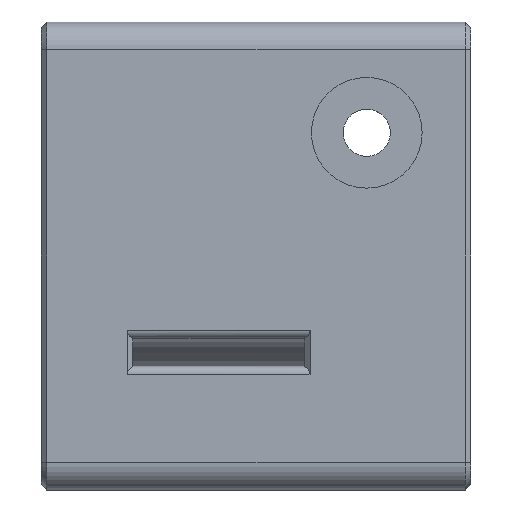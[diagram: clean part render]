
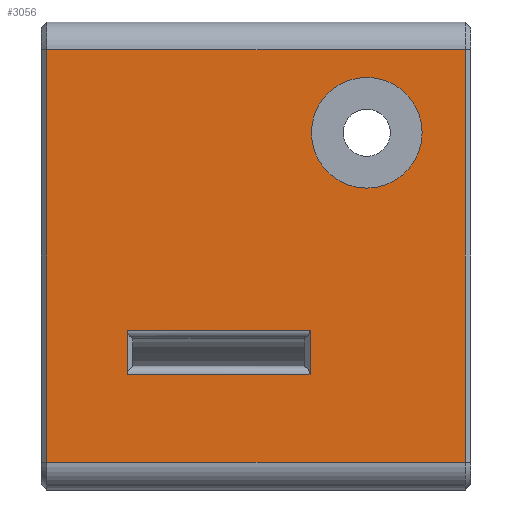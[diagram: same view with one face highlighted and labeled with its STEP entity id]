
A CAD part, left-side view. The second image highlights one B-rep face of the part: STEP entity #3056.
In plain terms, the highlighted planar face has unit normal (-1, 0, 0).
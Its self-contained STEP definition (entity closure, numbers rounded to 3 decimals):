
#30=FACE_BOUND('',#426,.T.);
#31=FACE_BOUND('',#427,.T.);
#155=PLANE('',#3283);
#243=FACE_OUTER_BOUND('',#425,.T.);
#425=EDGE_LOOP('',(#2212,#2213,#2214,#2215));
#426=EDGE_LOOP('',(#2216));
#427=EDGE_LOOP('',(#2217,#2218,#2219,#2220));
#629=CIRCLE('',#3284,4.);
#815=LINE('',#4697,#1076);
#844=LINE('',#4910,#1105);
#845=LINE('',#4914,#1106);
#846=LINE('',#4915,#1107);
#847=LINE('',#4920,#1108);
#848=LINE('',#4922,#1109);
#849=LINE('',#4924,#1110);
#850=LINE('',#4925,#1111);
#1076=VECTOR('',#3694,10.);
#1105=VECTOR('',#3785,10.);
#1106=VECTOR('',#3790,10.);
#1107=VECTOR('',#3791,10.);
#1108=VECTOR('',#3794,10.);
#1109=VECTOR('',#3795,10.);
#1110=VECTOR('',#3796,10.);
#1111=VECTOR('',#3797,10.);
#1339=VERTEX_POINT('',#4689);
#1341=VERTEX_POINT('',#4695);
#1374=VERTEX_POINT('',#4909);
#1375=VERTEX_POINT('',#4913);
#1376=VERTEX_POINT('',#4916);
#1377=VERTEX_POINT('',#4918);
#1378=VERTEX_POINT('',#4919);
#1379=VERTEX_POINT('',#4921);
#1380=VERTEX_POINT('',#4923);
#1643=EDGE_CURVE('',#1341,#1339,#815,.T.);
#1698=EDGE_CURVE('',#1339,#1374,#844,.T.);
#1700=EDGE_CURVE('',#1375,#1341,#845,.T.);
#1701=EDGE_CURVE('',#1374,#1375,#846,.T.);
#1702=EDGE_CURVE('',#1376,#1376,#629,.T.);
#1703=EDGE_CURVE('',#1377,#1378,#847,.T.);
#1704=EDGE_CURVE('',#1379,#1377,#848,.T.);
#1705=EDGE_CURVE('',#1380,#1379,#849,.T.);
#1706=EDGE_CURVE('',#1378,#1380,#850,.T.);
#2212=ORIENTED_EDGE('',*,*,#1643,.F.);
#2213=ORIENTED_EDGE('',*,*,#1700,.F.);
#2214=ORIENTED_EDGE('',*,*,#1701,.F.);
#2215=ORIENTED_EDGE('',*,*,#1698,.F.);
#2216=ORIENTED_EDGE('',*,*,#1702,.T.);
#2217=ORIENTED_EDGE('',*,*,#1703,.F.);
#2218=ORIENTED_EDGE('',*,*,#1704,.F.);
#2219=ORIENTED_EDGE('',*,*,#1705,.F.);
#2220=ORIENTED_EDGE('',*,*,#1706,.F.);
#3056=ADVANCED_FACE('',(#243,#30,#31),#155,.T.);
#3283=AXIS2_PLACEMENT_3D('',#4912,#3788,#3789);
#3284=AXIS2_PLACEMENT_3D('',#4917,#3792,#3793);
#3694=DIRECTION('',(0.,0.,-1.));
#3785=DIRECTION('',(0.,1.,0.));
#3788=DIRECTION('center_axis',(-1.,0.,0.));
#3789=DIRECTION('ref_axis',(0.,0.,1.));
#3790=DIRECTION('',(0.,-1.,0.));
#3791=DIRECTION('',(0.,0.,1.));
#3792=DIRECTION('center_axis',(1.,0.,0.));
#3793=DIRECTION('ref_axis',(0.,-1.,0.));
#3794=DIRECTION('',(0.,1.,0.));
#3795=DIRECTION('',(0.,0.,1.));
#3796=DIRECTION('',(0.,-1.,0.));
#3797=DIRECTION('',(0.,0.,-1.));
#4689=CARTESIAN_POINT('',(-23.,0.4,-16.8));
#4695=CARTESIAN_POINT('',(-23.,0.4,13.));
#4697=CARTESIAN_POINT('',(-23.,0.4,-10.35));
#4909=CARTESIAN_POINT('',(-23.,30.6,-16.8));
#4910=CARTESIAN_POINT('',(-23.,0.,-16.8));
#4912=CARTESIAN_POINT('Origin',(-23.,0.,-18.8));
#4913=CARTESIAN_POINT('',(-23.,30.6,13.));
#4914=CARTESIAN_POINT('',(-23.,0.,13.));
#4915=CARTESIAN_POINT('',(-23.,30.6,-10.35));
#4916=CARTESIAN_POINT('',(-23.,11.5,7.));
#4917=CARTESIAN_POINT('Origin',(-23.,7.5,7.));
#4918=CARTESIAN_POINT('',(-23.,11.6,-7.25));
#4919=CARTESIAN_POINT('',(-23.,24.8,-7.25));
#4920=CARTESIAN_POINT('',(-23.,6.,-7.25));
#4921=CARTESIAN_POINT('',(-23.,11.6,-10.45));
#4922=CARTESIAN_POINT('',(-23.,11.6,-13.55));
#4923=CARTESIAN_POINT('',(-23.,24.8,-10.45));
#4924=CARTESIAN_POINT('',(-23.,6.,-10.45));
#4925=CARTESIAN_POINT('',(-23.,24.8,-13.55));
